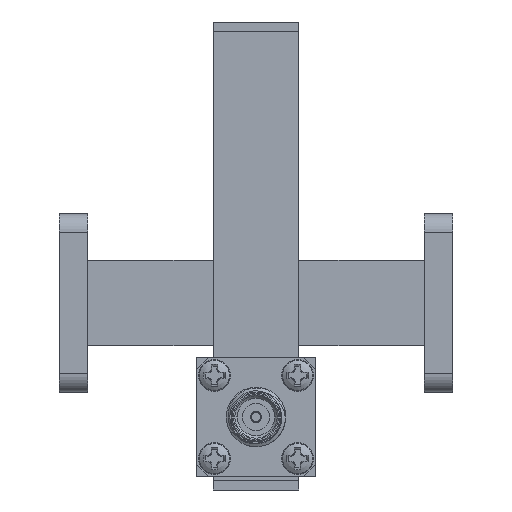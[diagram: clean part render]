
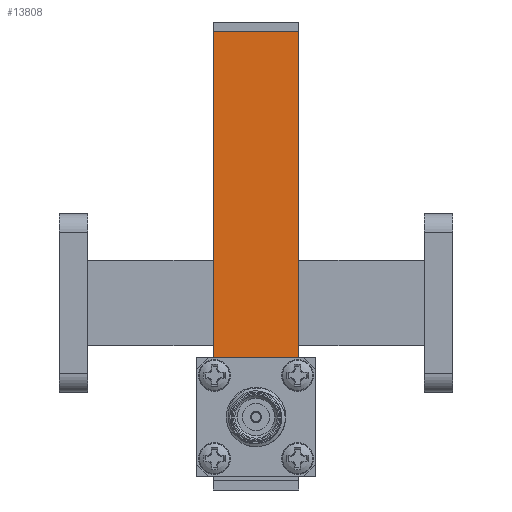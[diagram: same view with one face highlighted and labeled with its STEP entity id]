
A CAD part, front view. The second image highlights one B-rep face of the part: STEP entity #13808.
In plain terms, the highlighted planar face has unit normal (0, -1, 0).
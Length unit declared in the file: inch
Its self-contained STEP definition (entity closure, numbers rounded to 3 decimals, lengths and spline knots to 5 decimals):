
#885 = LINE ( 'NONE', #5251, #968 ) ;
#968 = VECTOR ( 'NONE', #17278, 39.37008 ) ;
#1607 = VECTOR ( 'NONE', #15684, 39.37008 ) ;
#1648 = DIRECTION ( 'NONE',  ( -1., 0., 0. ) ) ;
#1949 = EDGE_CURVE ( 'NONE', #3620, #16670, #18800, .T. ) ;
#2098 = FACE_OUTER_BOUND ( 'NONE', #2696, .T. ) ;
#2197 = VERTEX_POINT ( 'NONE', #6160 ) ;
#2696 = EDGE_LOOP ( 'NONE', ( #3955, #5973, #16618, #10555 ) ) ;
#3536 = CARTESIAN_POINT ( 'NONE',  ( -0.17992, -0.31043, 1.14173 ) ) ;
#3620 = VERTEX_POINT ( 'NONE', #18801 ) ;
#3938 = DIRECTION ( 'NONE',  ( 1., 0., 0. ) ) ;
#3955 = ORIENTED_EDGE ( 'NONE', *, *, #18809, .F. ) ;
#4938 = AXIS2_PLACEMENT_3D ( 'NONE', #13940, #6562, #3938 ) ;
#5251 = CARTESIAN_POINT ( 'NONE',  ( -0.17992, -0.31043, 1.1811 ) ) ;
#5269 = VECTOR ( 'NONE', #15447, 39.37008 ) ;
#5490 = CARTESIAN_POINT ( 'NONE',  ( 0.17992, -0.31043, 1.1811 ) ) ;
#5973 = ORIENTED_EDGE ( 'NONE', *, *, #1949, .F. ) ;
#6160 = CARTESIAN_POINT ( 'NONE',  ( -0.17992, -0.31043, 1.14173 ) ) ;
#6562 = DIRECTION ( 'NONE',  ( 0., 1., 0. ) ) ;
#6790 = EDGE_CURVE ( 'NONE', #3620, #2197, #16827, .T. ) ;
#8016 = PLANE ( 'NONE',  #4938 ) ;
#8884 = VERTEX_POINT ( 'NONE', #12892 ) ;
#9294 = CARTESIAN_POINT ( 'NONE',  ( -0.2505, -0.31043, -0.22981 ) ) ;
#10461 = LINE ( 'NONE', #9294, #13228 ) ;
#10555 = ORIENTED_EDGE ( 'NONE', *, *, #16036, .T. ) ;
#12892 = CARTESIAN_POINT ( 'NONE',  ( -0.17992, -0.31043, -0.22981 ) ) ;
#13228 = VECTOR ( 'NONE', #1648, 39.37008 ) ;
#13808 = ADVANCED_FACE ( 'NONE', ( #2098 ), #8016, .F. ) ;
#13940 = CARTESIAN_POINT ( 'NONE',  ( -0.17992, -0.31043, 1.1811 ) ) ;
#15447 = DIRECTION ( 'NONE',  ( -1., 0., 0. ) ) ;
#15684 = DIRECTION ( 'NONE',  ( 0., 0., -1. ) ) ;
#16036 = EDGE_CURVE ( 'NONE', #2197, #8884, #885, .T. ) ;
#16618 = ORIENTED_EDGE ( 'NONE', *, *, #6790, .T. ) ;
#16670 = VERTEX_POINT ( 'NONE', #18967 ) ;
#16827 = LINE ( 'NONE', #3536, #5269 ) ;
#17278 = DIRECTION ( 'NONE',  ( 0., 0., -1. ) ) ;
#18800 = LINE ( 'NONE', #5490, #1607 ) ;
#18801 = CARTESIAN_POINT ( 'NONE',  ( 0.17992, -0.31043, 1.14173 ) ) ;
#18809 = EDGE_CURVE ( 'NONE', #16670, #8884, #10461, .T. ) ;
#18967 = CARTESIAN_POINT ( 'NONE',  ( 0.17992, -0.31043, -0.22981 ) ) ;
